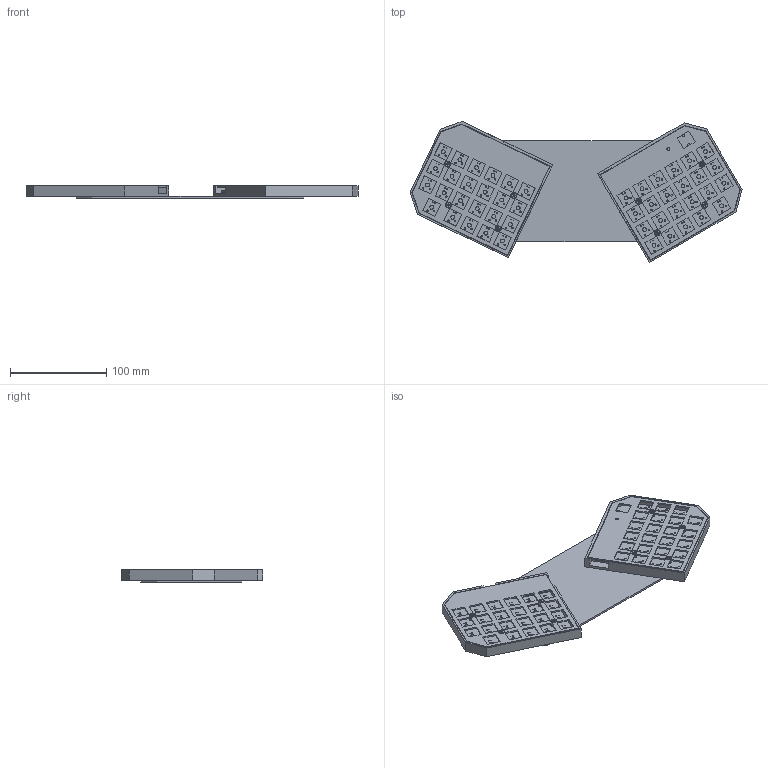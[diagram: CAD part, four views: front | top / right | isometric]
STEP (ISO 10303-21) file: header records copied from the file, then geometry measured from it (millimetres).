
FILE_DESCRIPTION (( 'STEP AP203' ), '1' );
FILE_NAME ('Assemblage.STEP', '2021-06-08T18:57:39', ( '' ), ( '' ), 'SwSTEP 2.0', 'SolidWorks 2017', '' );
FILE_SCHEMA (( 'CONFIG_CONTROL_DESIGN' ));
Length unit declared in the file: millimetre
Products named in the file (10): screw_ISO 7046-1 - M3 x 4 - Z - 4N; spacer; Assemblage; right back; right plate; right pcb; support; left pcb; left plate; left back
Assembly tree (23 placements, depth 2):
  Assemblage
    support
    left back
    right back
    left plate
    right plate
    left pcb
    right pcb
    screw_ISO 7046-1 - M3 x 4 - Z - 4N  x8
    spacer  x8
Bounding box: 344.79 x 146.47 x 13.1 mm (x, y, z)
Volume: 193371.9 mm3; surface area: 193166.2 mm2
Topology: 23 solids, 23 shells, 1334 faces, 3611 edges, 2322 vertices
Faces by surface type: cylinder 665, plane 501, cone 152, torus 16
Entity records: 36123 total; most frequent: DIRECTION 6210, CARTESIAN_POINT 5843, ORIENTED_EDGE 5734, EDGE_CURVE 2867, AXIS2_PLACEMENT_3D 2327, VERTEX_POINT 1888, EDGE_LOOP 1687, VECTOR 1556
